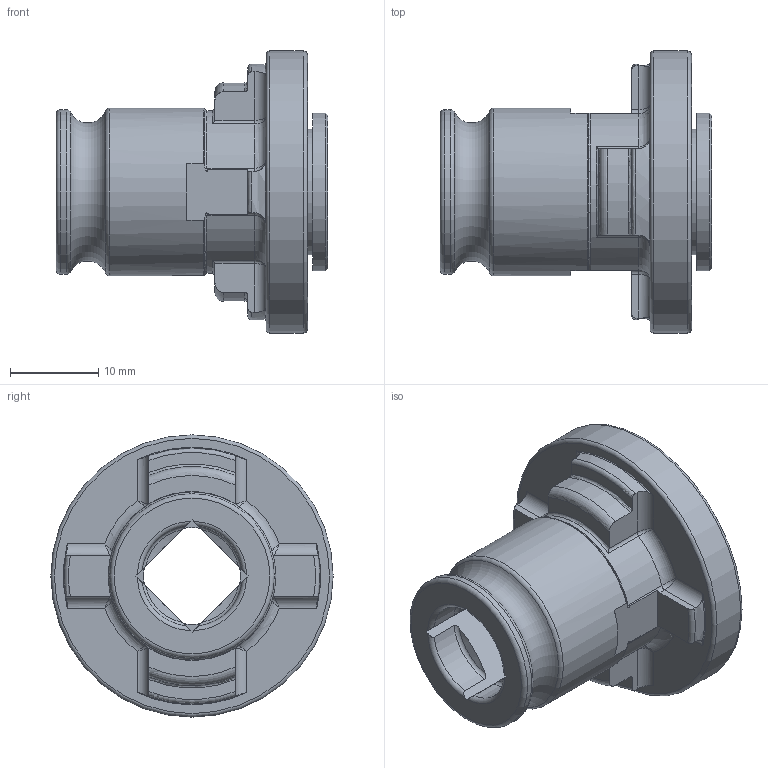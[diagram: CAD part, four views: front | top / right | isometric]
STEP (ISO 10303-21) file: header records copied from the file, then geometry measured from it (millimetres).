
FILE_DESCRIPTION (( 'STEP AP214' ), '1' );
FILE_NAME ('Go1.U11.K31.007.STEP', '2020-11-23T12:50:59', ( '' ), ( '' ), 'SwSTEP 2.0', 'SolidWorks 2017', '' );
FILE_SCHEMA (( 'AUTOMOTIVE_DESIGN' ));
Length unit declared in the file: millimetre
Products named in the file (1): Go1.U11.K31.007
Bounding box: 30.8 x 32 x 32 mm (x, y, z)
Volume: 7693 mm3; surface area: 5150.9 mm2
Topology: 1 solids, 1 shells, 126 faces, 324 edges, 196 vertices
Faces by surface type: torus 38, cylinder 37, plane 36, bspline 8, sphere 4, cone 3
Full cylindrical faces by diameter (mm): 1 x2, 11 x1, 14.2 x1, 17.9 x1, 18.65 x1, 19 x1, 22.8 x1, 32 x1
Entity records: 5477 total; most frequent: CARTESIAN_POINT 1517, ORIENTED_EDGE 584, DIRECTION 554, EDGE_CURVE 292, AXIS2_PLACEMENT_3D 227, VERTEX_POINT 192, EDGE_LOOP 152, FACE_OUTER_BOUND 143
